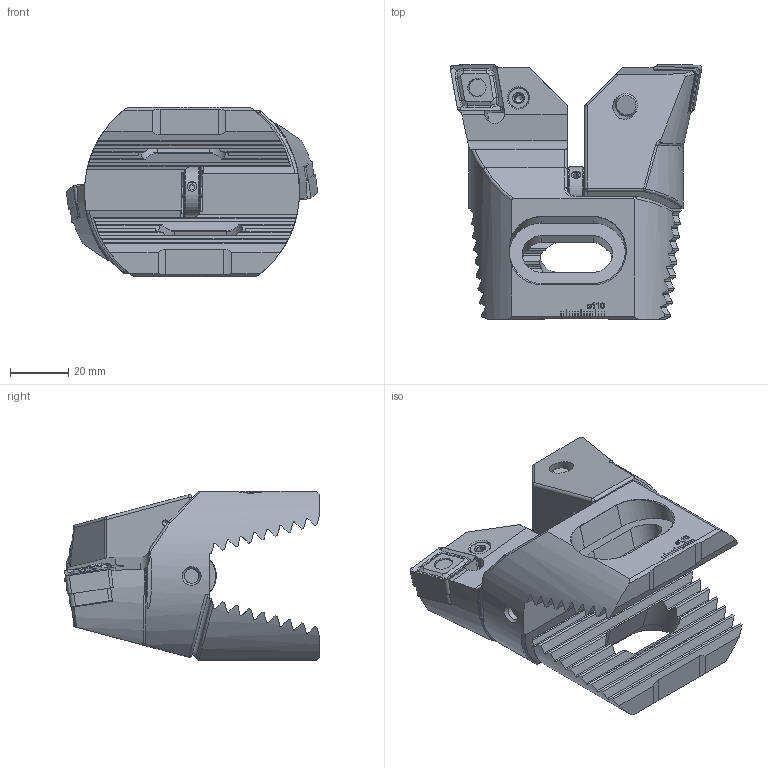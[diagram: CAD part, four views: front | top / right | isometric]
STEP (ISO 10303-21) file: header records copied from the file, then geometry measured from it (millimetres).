
FILE_DESCRIPTION (( 'STEP AP214' ), '1' );
FILE_NAME ('Z72.WCE.B12.050.STEP', '2020-08-14T11:47:14', ( '' ), ( '' ), 'SwSTEP 2.0', 'SolidWorks 2017', '' );
FILE_SCHEMA (( 'AUTOMOTIVE_DESIGN' ));
Length unit declared in the file: millimetre
Products named in the file (12): Z42-ER3.002.005_A; ISO 4026 - M4 x 5; WCE-ER2.101.004_A; WCE-ER3.101.000_A; WCE-ER4.101.020_A; Z72-xxx.001.050_C_CN 16 2 Pt.; CNMG160612; Z72.WCE.B12.050; WCE; WCE-ER1.101.000; Z72-ER3.000.068; Z72-ER3.001.068_A
Assembly tree (18 placements, depth 3):
  Z72.WCE.B12.050
    Z72-xxx.001.050_C_CN 16 2 Pt.  x2
    WCE  x2
      WCE-ER4.101.020_A
      WCE-ER3.101.000_A
    WCE-ER1.101.000  x2
    WCE-ER2.101.004_A  x2
    CNMG160612  x2
    Z72-ER3.000.068
      Z72-ER3.001.068_A
      Z42-ER3.002.005_A
      ISO 4026 - M4 x 5  x3
Bounding box: 86.5 x 87.72 x 58.2 mm (x, y, z)
Volume: 149597.9 mm3; surface area: 44946.1 mm2
Topology: 17 solids, 17 shells, 859 faces, 2214 edges, 1397 vertices
Faces by surface type: plane 507, cylinder 141, bspline 98, cone 81, torus 22, sphere 10
Full cylindrical faces by diameter (mm): 2 x4, 3.3 x3, 3.55 x2, 3.8 x2, 4 x3, 5 x2, 6 x6, 6.35 x2, 6.4 x2, 7 x2, 7.9 x4, 8 x2, 8.05 x2, 8.4 x2, 17 x1
Entity records: 15952 total; most frequent: CARTESIAN_POINT 5709, ORIENTED_EDGE 2114, DIRECTION 1755, EDGE_CURVE 1057, VERTEX_POINT 699, VECTOR 605, LINE 605, AXIS2_PLACEMENT_3D 575
